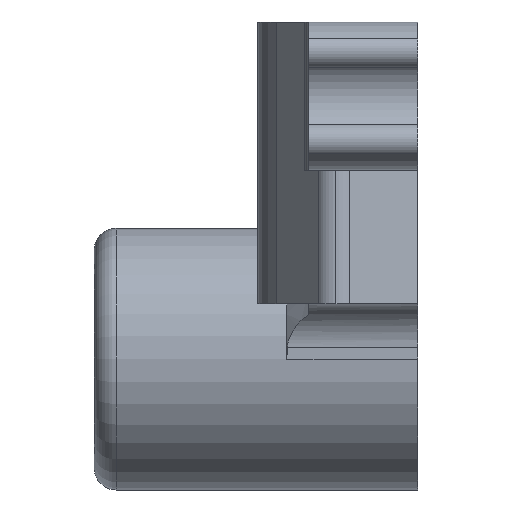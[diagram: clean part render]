
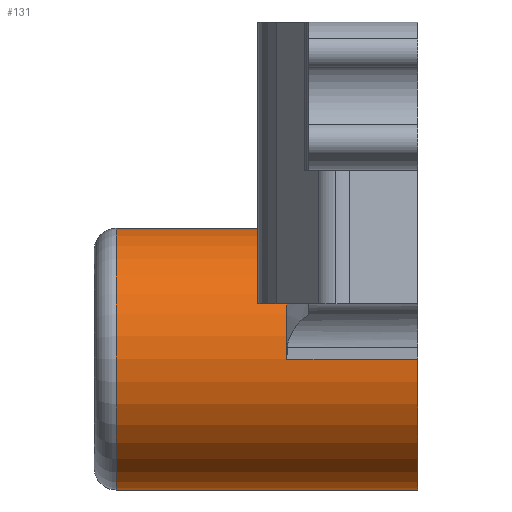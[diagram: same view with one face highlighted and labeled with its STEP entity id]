
A CAD part, left-side view. The second image highlights one B-rep face of the part: STEP entity #131.
In plain terms, the highlighted cylindrical face has radius 6 mm (diameter 12 mm), a partial arc.
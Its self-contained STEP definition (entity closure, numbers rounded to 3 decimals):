
#14 = EDGE_CURVE ( 'NONE', #426, #1250, #342, .T. ) ;
#62 = VECTOR ( 'NONE', #1506, 1000. ) ;
#85 = LINE ( 'NONE', #975, #695 ) ;
#89 = EDGE_CURVE ( 'NONE', #417, #618, #1244, .T. ) ;
#105 = EDGE_CURVE ( 'NONE', #417, #426, #1711, .T. ) ;
#114 = CIRCLE ( 'NONE', #1575, 6. ) ;
#123 = ORIENTED_EDGE ( 'NONE', *, *, #14, .T. ) ;
#131 = ADVANCED_FACE ( 'NONE', ( #1531 ), #383, .T. ) ;
#140 = ORIENTED_EDGE ( 'NONE', *, *, #495, .F. ) ;
#155 = CIRCLE ( 'NONE', #424, 6. ) ;
#163 = DIRECTION ( 'NONE',  ( 0., 1., 0. ) ) ;
#259 = CARTESIAN_POINT ( 'NONE',  ( 0., -1., 0. ) ) ;
#285 = ORIENTED_EDGE ( 'NONE', *, *, #1652, .F. ) ;
#304 = EDGE_CURVE ( 'NONE', #1293, #618, #114, .T. ) ;
#342 = LINE ( 'NONE', #1366, #62 ) ;
#353 = CARTESIAN_POINT ( 'NONE',  ( -6., -8.825, 0. ) ) ;
#383 = CYLINDRICAL_SURFACE ( 'NONE', #1358, 6. ) ;
#417 = VERTEX_POINT ( 'NONE', #1272 ) ;
#424 = AXIS2_PLACEMENT_3D ( 'NONE', #1675, #985, #946 ) ;
#426 = VERTEX_POINT ( 'NONE', #532 ) ;
#495 = EDGE_CURVE ( 'NONE', #1293, #548, #85, .T. ) ;
#531 = DIRECTION ( 'NONE',  ( 0., -1., 0. ) ) ;
#532 = CARTESIAN_POINT ( 'NONE',  ( 0., -1., -6. ) ) ;
#548 = VERTEX_POINT ( 'NONE', #1553 ) ;
#584 = ORIENTED_EDGE ( 'NONE', *, *, #89, .F. ) ;
#618 = VERTEX_POINT ( 'NONE', #1319 ) ;
#678 = DIRECTION ( 'NONE',  ( 0., -1., 0. ) ) ;
#679 = DIRECTION ( 'NONE',  ( 0., -1., 0. ) ) ;
#695 = VECTOR ( 'NONE', #679, 1000. ) ;
#820 = AXIS2_PLACEMENT_3D ( 'NONE', #259, #678, #1820 ) ;
#946 = DIRECTION ( 'NONE',  ( 0., 0., -1. ) ) ;
#974 = CARTESIAN_POINT ( 'NONE',  ( 0., 4.904, 0. ) ) ;
#975 = CARTESIAN_POINT ( 'NONE',  ( -6., 4.904, 0. ) ) ;
#985 = DIRECTION ( 'NONE',  ( 0., -1., 0. ) ) ;
#1032 = ORIENTED_EDGE ( 'NONE', *, *, #105, .T. ) ;
#1107 = CARTESIAN_POINT ( 'NONE',  ( 0., 4.904, 6. ) ) ;
#1121 = DIRECTION ( 'NONE',  ( 0., 0., -1. ) ) ;
#1244 = LINE ( 'NONE', #1107, #1507 ) ;
#1250 = VERTEX_POINT ( 'NONE', #1534 ) ;
#1272 = CARTESIAN_POINT ( 'NONE',  ( 0., -1., 6. ) ) ;
#1282 = DIRECTION ( 'NONE',  ( 0., -1., 0. ) ) ;
#1285 = DIRECTION ( 'NONE',  ( 0., 0., -1. ) ) ;
#1293 = VERTEX_POINT ( 'NONE', #353 ) ;
#1319 = CARTESIAN_POINT ( 'NONE',  ( 0., -8.825, 6. ) ) ;
#1358 = AXIS2_PLACEMENT_3D ( 'NONE', #974, #1282, #1121 ) ;
#1366 = CARTESIAN_POINT ( 'NONE',  ( 0., 4.904, -6. ) ) ;
#1458 = EDGE_LOOP ( 'NONE', ( #584, #1032, #123, #285, #140, #1623 ) ) ;
#1506 = DIRECTION ( 'NONE',  ( 0., -1., 0. ) ) ;
#1507 = VECTOR ( 'NONE', #531, 1000. ) ;
#1531 = FACE_OUTER_BOUND ( 'NONE', #1458, .T. ) ;
#1534 = CARTESIAN_POINT ( 'NONE',  ( 0., -14.825, -6. ) ) ;
#1553 = CARTESIAN_POINT ( 'NONE',  ( -6., -14.825, 0. ) ) ;
#1575 = AXIS2_PLACEMENT_3D ( 'NONE', #1759, #163, #1285 ) ;
#1623 = ORIENTED_EDGE ( 'NONE', *, *, #304, .T. ) ;
#1652 = EDGE_CURVE ( 'NONE', #548, #1250, #155, .T. ) ;
#1675 = CARTESIAN_POINT ( 'NONE',  ( 0., -14.825, 0. ) ) ;
#1711 = CIRCLE ( 'NONE', #820, 6. ) ;
#1759 = CARTESIAN_POINT ( 'NONE',  ( 0., -8.825, 0. ) ) ;
#1820 = DIRECTION ( 'NONE',  ( 0., 0., 1. ) ) ;
